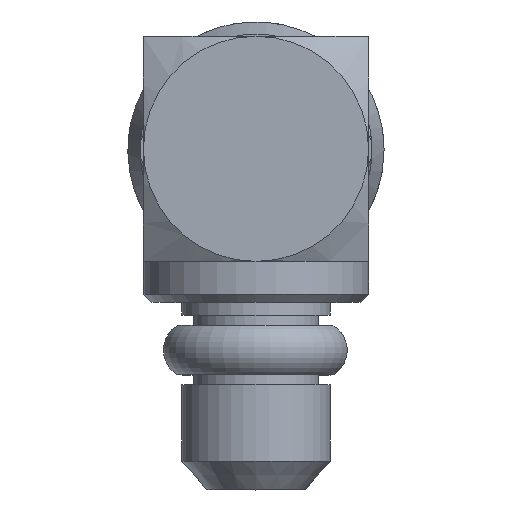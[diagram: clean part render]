
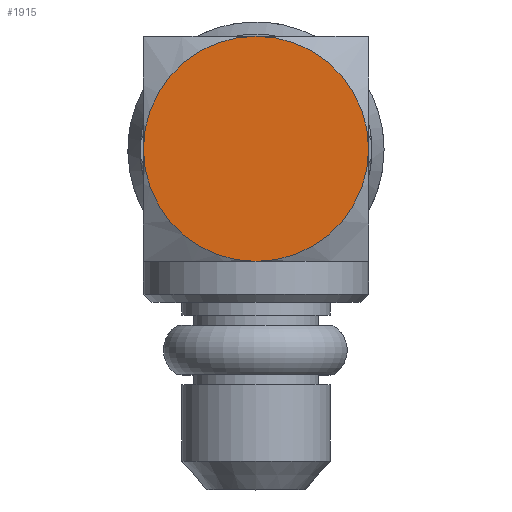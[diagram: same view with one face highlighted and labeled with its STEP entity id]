
A CAD part, top view. The second image highlights one B-rep face of the part: STEP entity #1915.
In plain terms, the highlighted face is planar.
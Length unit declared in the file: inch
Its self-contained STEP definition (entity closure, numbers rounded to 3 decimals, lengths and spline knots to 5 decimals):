
#91 = VERTEX_POINT ( 'NONE', #2844 ) ;
#254 = ORIENTED_EDGE ( 'NONE', *, *, #3766, .F. ) ;
#346 = CARTESIAN_POINT ( 'NONE',  ( -0.069, 0., -0.069 ) ) ;
#395 = DIRECTION ( 'NONE',  ( -1., 0., 0. ) ) ;
#557 = CARTESIAN_POINT ( 'NONE',  ( -0.069, -0.069, 0. ) ) ;
#563 = AXIS2_PLACEMENT_3D ( 'NONE', #4022, #1801, #3083 ) ;
#654 = VERTEX_POINT ( 'NONE', #2584 ) ;
#755 = PLANE ( 'NONE',  #2410 ) ;
#897 = CIRCLE ( 'NONE', #563, 0.069 ) ;
#955 = DIRECTION ( 'NONE',  ( 0., 0., -1. ) ) ;
#979 = EDGE_CURVE ( 'NONE', #654, #91, #3412, .T. ) ;
#1032 = EDGE_CURVE ( 'NONE', #1566, #1627, #3219, .T. ) ;
#1279 = CARTESIAN_POINT ( 'NONE',  ( -0.069, 0., 0. ) ) ;
#1392 = AXIS2_PLACEMENT_3D ( 'NONE', #1279, #2243, #955 ) ;
#1566 = VERTEX_POINT ( 'NONE', #557 ) ;
#1601 = AXIS2_PLACEMENT_3D ( 'NONE', #2390, #395, #3936 ) ;
#1627 = VERTEX_POINT ( 'NONE', #346 ) ;
#1789 = AXIS2_PLACEMENT_3D ( 'NONE', #2869, #2949, #1899 ) ;
#1801 = DIRECTION ( 'NONE',  ( 1., 0., 0. ) ) ;
#1886 = EDGE_LOOP ( 'NONE', ( #254, #2256, #3524, #2182 ) ) ;
#1899 = DIRECTION ( 'NONE',  ( 0., 0., -1. ) ) ;
#1915 = ADVANCED_FACE ( 'NONE', ( #3948 ), #755, .F. ) ;
#2182 = ORIENTED_EDGE ( 'NONE', *, *, #979, .T. ) ;
#2197 = CIRCLE ( 'NONE', #1789, 0.069 ) ;
#2243 = DIRECTION ( 'NONE',  ( 1., 0., 0. ) ) ;
#2256 = ORIENTED_EDGE ( 'NONE', *, *, #1032, .F. ) ;
#2364 = DIRECTION ( 'NONE',  ( 1., 0., 0. ) ) ;
#2390 = CARTESIAN_POINT ( 'NONE',  ( -0.069, 0., 0. ) ) ;
#2410 = AXIS2_PLACEMENT_3D ( 'NONE', #3378, #2364, #3632 ) ;
#2584 = CARTESIAN_POINT ( 'NONE',  ( -0.069, 0., 0.069 ) ) ;
#2844 = CARTESIAN_POINT ( 'NONE',  ( -0.069, 0.069, 0. ) ) ;
#2869 = CARTESIAN_POINT ( 'NONE',  ( -0.069, 0., 0. ) ) ;
#2949 = DIRECTION ( 'NONE',  ( 1., 0., 0. ) ) ;
#3083 = DIRECTION ( 'NONE',  ( 0., 0., -1. ) ) ;
#3219 = CIRCLE ( 'NONE', #1392, 0.069 ) ;
#3378 = CARTESIAN_POINT ( 'NONE',  ( -0.069, -0.069, 0.069 ) ) ;
#3412 = CIRCLE ( 'NONE', #1601, 0.069 ) ;
#3524 = ORIENTED_EDGE ( 'NONE', *, *, #4121, .F. ) ;
#3632 = DIRECTION ( 'NONE',  ( 0., 0., -1. ) ) ;
#3766 = EDGE_CURVE ( 'NONE', #1627, #91, #2197, .T. ) ;
#3936 = DIRECTION ( 'NONE',  ( 0., 0., 1. ) ) ;
#3948 = FACE_OUTER_BOUND ( 'NONE', #1886, .T. ) ;
#4022 = CARTESIAN_POINT ( 'NONE',  ( -0.069, 0., 0. ) ) ;
#4121 = EDGE_CURVE ( 'NONE', #654, #1566, #897, .T. ) ;
